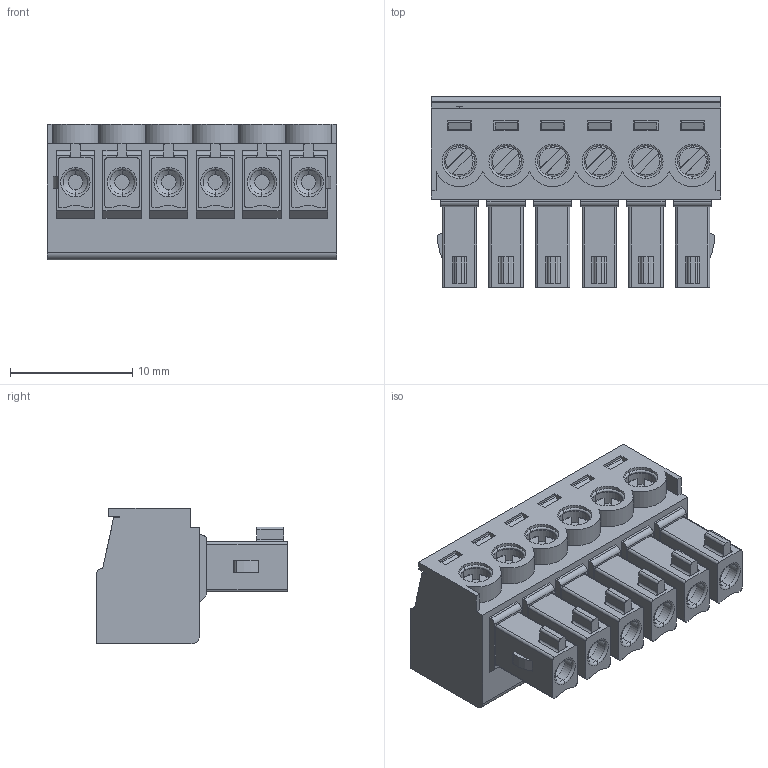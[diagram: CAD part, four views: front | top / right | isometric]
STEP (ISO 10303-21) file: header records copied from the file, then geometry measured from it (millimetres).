
FILE_DESCRIPTION (( 'STEP AP214' ), '1' );
FILE_NAME ('15EDGK-3.81-06P-14-00AH.STEP', '2021-02-02T04:52:34', ( '' ), ( '' ), 'SwSTEP 2.0', 'SolidWorks 2020', '' );
FILE_SCHEMA (( 'AUTOMOTIVE_DESIGN' ));
Length unit declared in the file: millimetre
Products named in the file (1): 15EDGK-3.81-06P-14-00AH
Bounding box: 23.65 x 15.6 x 11.1 mm (x, y, z)
Volume: 2146.2 mm3; surface area: 2668.4 mm2
Topology: 1 solids, 1 shells, 897 faces, 2310 edges, 1518 vertices
Faces by surface type: plane 534, cylinder 144, bspline 141, torus 54, cone 24
Entity records: 38784 total; most frequent: CARTESIAN_POINT 13059, ORIENTED_EDGE 4620, DIRECTION 3890, EDGE_CURVE 2310, VECTOR 1536, LINE 1536, VERTEX_POINT 1518, AXIS2_PLACEMENT_3D 1177
